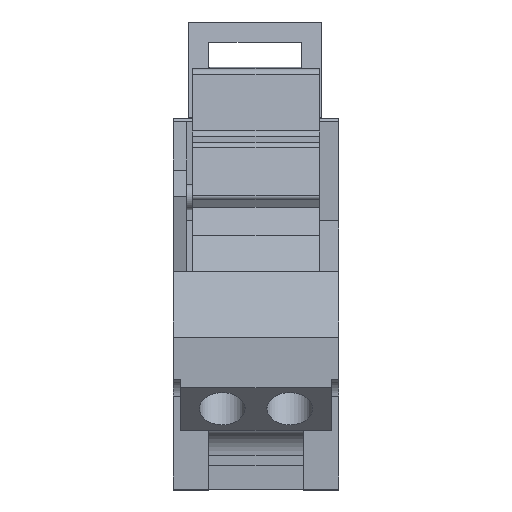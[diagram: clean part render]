
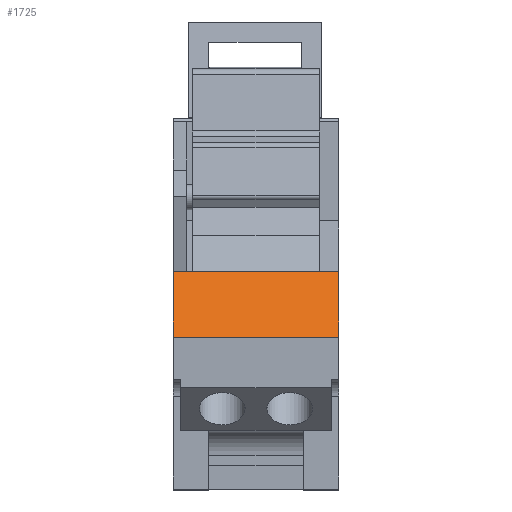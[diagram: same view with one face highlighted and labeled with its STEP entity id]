
A CAD part, top view. The second image highlights one B-rep face of the part: STEP entity #1725.
In plain terms, the highlighted planar face has unit normal (0, 0.458, 0.889).
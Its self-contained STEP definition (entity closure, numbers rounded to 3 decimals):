
#1559 = EDGE_CURVE( '', #3981, #4376, #4377, .T. );
#1725 = ADVANCED_FACE( '', ( #4653 ), #4654, .T. );
#2343 = EDGE_CURVE( '', #5603, #5604, #5605, .T. );
#2607 = EDGE_CURVE( '', #4376, #5604, #5960, .T. );
#3081 = EDGE_CURVE( '', #5603, #6134, #6559, .T. );
#3517 = EDGE_CURVE( '', #6134, #3981, #7082, .T. );
#3981 = VERTEX_POINT( '', #7619 );
#4376 = VERTEX_POINT( '', #8184 );
#4377 = LINE( '', #8185, #8186 );
#4653 = FACE_OUTER_BOUND( '', #8570, .T. );
#4654 = PLANE( '', #8571 );
#5603 = VERTEX_POINT( '', #9984 );
#5604 = VERTEX_POINT( '', #9985 );
#5605 = LINE( '', #9986, #9987 );
#5960 = LINE( '', #10527, #10528 );
#6134 = VERTEX_POINT( '', #10795 );
#6559 = LINE( '', #11456, #11457 );
#7082 = LINE( '', #12275, #12276 );
#7619 = CARTESIAN_POINT( '', ( -4.1, -8.915, 15.999 ) );
#8184 = CARTESIAN_POINT( '', ( -4.9, -8.915, 15.999 ) );
#8185 = CARTESIAN_POINT( '', ( 4.9, -8.915, 15.999 ) );
#8186 = VECTOR( '', #13375, 1000. );
#8570 = EDGE_LOOP( '', ( #13659, #13660, #13661, #13662, #13663 ) );
#8571 = AXIS2_PLACEMENT_3D( '', #13664, #13665, #13666 );
#9984 = CARTESIAN_POINT( '', ( 4.9, -12.8, 18. ) );
#9985 = CARTESIAN_POINT( '', ( -4.9, -12.8, 18. ) );
#9986 = CARTESIAN_POINT( '', ( 4.9, -12.8, 18. ) );
#9987 = VECTOR( '', #14538, 1000. );
#10527 = CARTESIAN_POINT( '', ( -4.9, -12.8, 18. ) );
#10528 = VECTOR( '', #15019, 1000. );
#10795 = CARTESIAN_POINT( '', ( 4.9, -8.915, 15.999 ) );
#11456 = CARTESIAN_POINT( '', ( 4.9, -12.8, 18. ) );
#11457 = VECTOR( '', #15863, 1000. );
#12275 = CARTESIAN_POINT( '', ( 4.9, -8.915, 15.999 ) );
#12276 = VECTOR( '', #16697, 1000. );
#13375 = DIRECTION( '', ( -1., 0., 0. ) );
#13659 = ORIENTED_EDGE( '', *, *, #2607, .T. );
#13660 = ORIENTED_EDGE( '', *, *, #2343, .F. );
#13661 = ORIENTED_EDGE( '', *, *, #3081, .T. );
#13662 = ORIENTED_EDGE( '', *, *, #3517, .T. );
#13663 = ORIENTED_EDGE( '', *, *, #1559, .T. );
#13664 = CARTESIAN_POINT( '', ( 4.9, -8.915, 15.999 ) );
#13665 = DIRECTION( '', ( 0., 0.458, 0.889 ) );
#13666 = DIRECTION( '', ( 1., 0., 0. ) );
#14538 = DIRECTION( '', ( -1., 0., 0. ) );
#15019 = DIRECTION( '', ( 0., -0.889, 0.458 ) );
#15863 = DIRECTION( '', ( 0., 0.889, -0.458 ) );
#16697 = DIRECTION( '', ( -1., 0., 0. ) );
